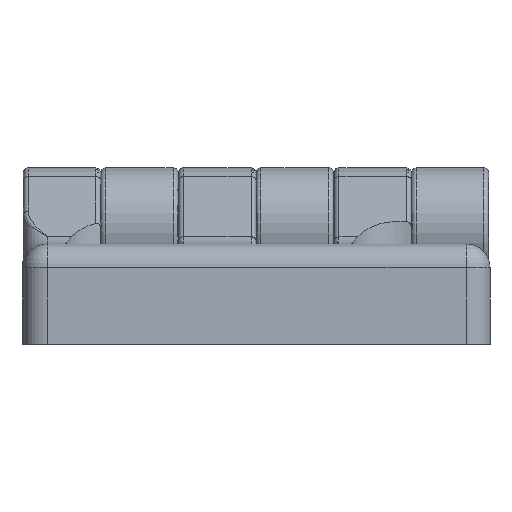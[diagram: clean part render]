
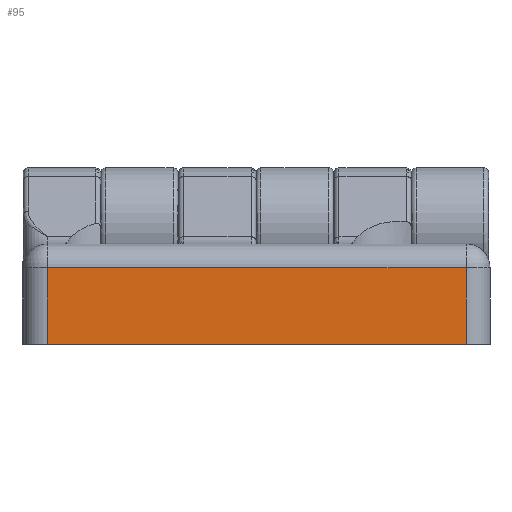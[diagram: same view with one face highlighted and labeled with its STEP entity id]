
A CAD part, left-side view. The second image highlights one B-rep face of the part: STEP entity #95.
In plain terms, the highlighted planar face has unit normal (-1, 0, 0).
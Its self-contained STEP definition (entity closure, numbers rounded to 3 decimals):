
#95 = ADVANCED_FACE( '', ( #410 ), #411, .F. );
#410 = FACE_OUTER_BOUND( '', #1028, .T. );
#411 = PLANE( '', #1029 );
#1028 = EDGE_LOOP( '', ( #2009, #2010, #2011, #2012 ) );
#1029 = AXIS2_PLACEMENT_3D( '', #2013, #2014, #2015 );
#2009 = ORIENTED_EDGE( '', *, *, #4247, .T. );
#2010 = ORIENTED_EDGE( '', *, *, #4248, .T. );
#2011 = ORIENTED_EDGE( '', *, *, #4249, .T. );
#2012 = ORIENTED_EDGE( '', *, *, #4250, .T. );
#2013 = CARTESIAN_POINT( '', ( -98., -0.3, 0. ) );
#2014 = DIRECTION( '', ( 1., 0., 0. ) );
#2015 = DIRECTION( '', ( 0., 0., 1. ) );
#4247 = EDGE_CURVE( '', #5089, #5090, #5091, .T. );
#4248 = EDGE_CURVE( '', #5090, #5092, #5093, .T. );
#4249 = EDGE_CURVE( '', #5092, #5094, #5095, .F. );
#4250 = EDGE_CURVE( '', #5094, #5089, #5096, .F. );
#5089 = VERTEX_POINT( '', #6469 );
#5090 = VERTEX_POINT( '', #6470 );
#5091 = LINE( '', #6471, #6472 );
#5092 = VERTEX_POINT( '', #6473 );
#5093 = LINE( '', #6474, #6475 );
#5094 = VERTEX_POINT( '', #6476 );
#5095 = LINE( '', #6477, #6478 );
#5096 = LINE( '', #6479, #6480 );
#6469 = CARTESIAN_POINT( '', ( -98., -5.3, 0. ) );
#6470 = CARTESIAN_POINT( '', ( -98., -93.2, 0. ) );
#6471 = CARTESIAN_POINT( '', ( -98., -0.3, 0. ) );
#6472 = VECTOR( '', #8273, 1000. );
#6473 = CARTESIAN_POINT( '', ( -98., -93.2, 16. ) );
#6474 = CARTESIAN_POINT( '', ( -98., -93.2, 0. ) );
#6475 = VECTOR( '', #8274, 1000. );
#6476 = CARTESIAN_POINT( '', ( -98., -5.3, 16. ) );
#6477 = CARTESIAN_POINT( '', ( -98., -0.3, 16. ) );
#6478 = VECTOR( '', #8275, 1000. );
#6479 = CARTESIAN_POINT( '', ( -98., -5.3, 0. ) );
#6480 = VECTOR( '', #8276, 1000. );
#8273 = DIRECTION( '', ( 0., -1., 0. ) );
#8274 = DIRECTION( '', ( 0., 0., 1. ) );
#8275 = DIRECTION( '', ( 0., -1., 0. ) );
#8276 = DIRECTION( '', ( 0., 0., 1. ) );
